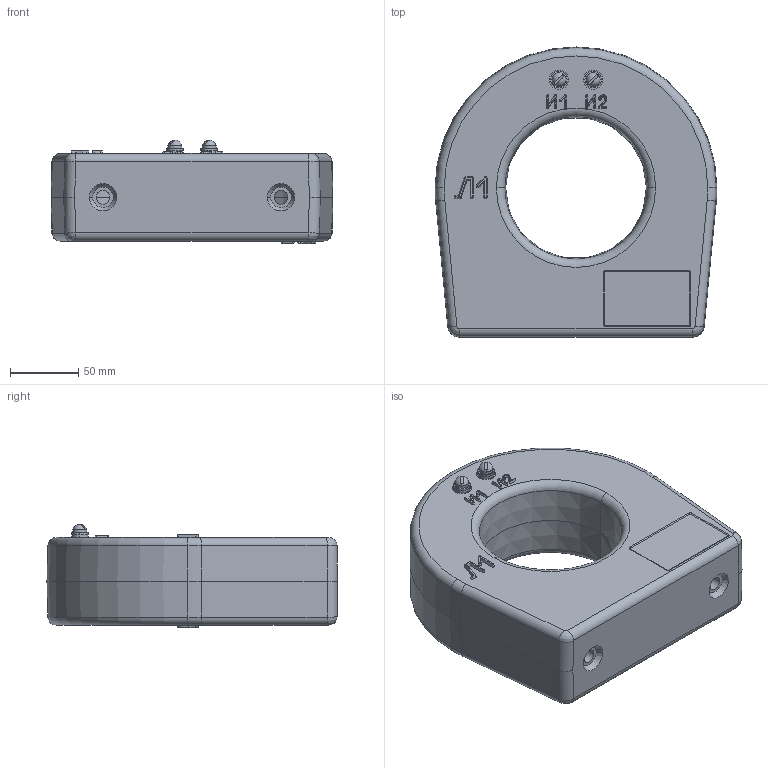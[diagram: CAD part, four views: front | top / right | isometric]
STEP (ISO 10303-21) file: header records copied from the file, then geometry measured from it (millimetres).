
FILE_DESCRIPTION (( 'STEP AP203' ), '1' );
FILE_NAME ('痀佮-I-2.STEP', '2017-12-21T09:38:06', ( '' ), ( '' ), 'SwSTEP 2.0', 'SolidWorks 2010', '' );
FILE_SCHEMA (( 'CONFIG_CONTROL_DESIGN' ));
Length unit declared in the file: millimetre
Products named in the file (1): 痀佮-I-2
Bounding box: 206 x 212 x 75.72 mm (x, y, z)
Surface area: 122991.8 mm2 (no closed solid volume)
Topology: 0 solids, 11 shells, 182 faces, 473 edges, 312 vertices
Faces by surface type: plane 76, cone 52, cylinder 32, torus 14, bspline 4, sphere 4
Entity records: 5795 total; most frequent: CARTESIAN_POINT 1132, DIRECTION 1030, ORIENTED_EDGE 898, EDGE_CURVE 473, AXIS2_PLACEMENT_3D 394, VERTEX_POINT 312, VECTOR 242, LINE 242
